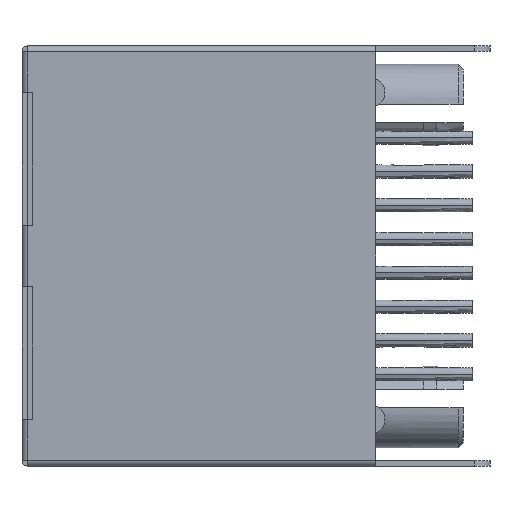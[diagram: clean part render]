
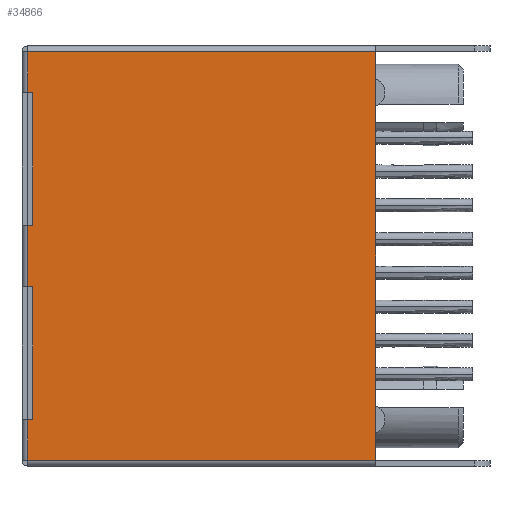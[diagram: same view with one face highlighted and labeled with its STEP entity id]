
A CAD part, left-side view. The second image highlights one B-rep face of the part: STEP entity #34866.
In plain terms, the highlighted planar face has unit normal (-1, 0, 0).
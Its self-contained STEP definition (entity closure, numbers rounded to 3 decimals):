
#87 = EDGE_CURVE ( 'NONE', #3334, #20520, #5589, .T. ) ;
#146 = CARTESIAN_POINT ( 'NONE',  ( -2.95, -6.155, 6.5 ) ) ;
#420 = CARTESIAN_POINT ( 'NONE',  ( -2.95, 7.685, 6.69 ) ) ;
#602 = CARTESIAN_POINT ( 'NONE',  ( -2.95, 6.145, 6.5 ) ) ;
#987 = CARTESIAN_POINT ( 'NONE',  ( -2.95, 7.685, -6.4 ) ) ;
#1205 = CARTESIAN_POINT ( 'NONE',  ( -2.95, 6.145, 6.5 ) ) ;
#1346 = VERTEX_POINT ( 'NONE', #30320 ) ;
#2195 = VERTEX_POINT ( 'NONE', #2646 ) ;
#2646 = CARTESIAN_POINT ( 'NONE',  ( -2.95, 1.145, 6.69 ) ) ;
#3334 = VERTEX_POINT ( 'NONE', #13333 ) ;
#4276 = LINE ( 'NONE', #21168, #19749 ) ;
#4737 = CARTESIAN_POINT ( 'NONE',  ( -2.95, -7.695, 6.69 ) ) ;
#5496 = ORIENTED_EDGE ( 'NONE', *, *, #8359, .F. ) ;
#5589 = LINE ( 'NONE', #26148, #35650 ) ;
#6097 = CARTESIAN_POINT ( 'NONE',  ( -2.95, -6.155, 6.5 ) ) ;
#6204 = LINE ( 'NONE', #34175, #20763 ) ;
#6437 = VERTEX_POINT ( 'NONE', #7802 ) ;
#7097 = LINE ( 'NONE', #11547, #13879 ) ;
#7532 = EDGE_CURVE ( 'NONE', #6437, #34031, #34473, .T. ) ;
#7625 = VECTOR ( 'NONE', #17792, 1000. ) ;
#7802 = CARTESIAN_POINT ( 'NONE',  ( -2.95, -6.155, 6.5 ) ) ;
#8359 = EDGE_CURVE ( 'NONE', #2195, #1346, #7097, .T. ) ;
#9125 = FACE_OUTER_BOUND ( 'NONE', #11044, .T. ) ;
#9876 = ORIENTED_EDGE ( 'NONE', *, *, #7532, .T. ) ;
#10016 = EDGE_CURVE ( 'NONE', #17454, #2195, #35643, .T. ) ;
#10054 = DIRECTION ( 'NONE',  ( 0., 1., 0. ) ) ;
#10342 = CARTESIAN_POINT ( 'NONE',  ( -2.95, 7.685, 6.69 ) ) ;
#10912 = LINE ( 'NONE', #602, #17765 ) ;
#11044 = EDGE_LOOP ( 'NONE', ( #27326, #5496, #23533, #22053, #34027, #27827, #33090, #13208, #26642, #36892, #36590, #9876 ) ) ;
#11379 = VERTEX_POINT ( 'NONE', #987 ) ;
#11547 = CARTESIAN_POINT ( 'NONE',  ( -2.95, 7.695, 6.69 ) ) ;
#11966 = DIRECTION ( 'NONE',  ( 0., 0., 1. ) ) ;
#12226 = EDGE_CURVE ( 'NONE', #16680, #11379, #27612, .T. ) ;
#13179 = LINE ( 'NONE', #146, #20950 ) ;
#13208 = ORIENTED_EDGE ( 'NONE', *, *, #29253, .T. ) ;
#13333 = CARTESIAN_POINT ( 'NONE',  ( -2.95, -6.155, 6.69 ) ) ;
#13879 = VECTOR ( 'NONE', #32059, 1000. ) ;
#14215 = VECTOR ( 'NONE', #11966, 1000. ) ;
#14285 = VECTOR ( 'NONE', #24347, 1000. ) ;
#14714 = CARTESIAN_POINT ( 'NONE',  ( -2.95, -1.155, 6.5 ) ) ;
#14750 = DIRECTION ( 'NONE',  ( 0., 1., 0. ) ) ;
#16651 = EDGE_CURVE ( 'NONE', #18411, #20520, #37557, .T. ) ;
#16680 = VERTEX_POINT ( 'NONE', #10342 ) ;
#17454 = VERTEX_POINT ( 'NONE', #33860 ) ;
#17533 = DIRECTION ( 'NONE',  ( 0., 0., 1. ) ) ;
#17576 = PLANE ( 'NONE',  #34238 ) ;
#17702 = DIRECTION ( 'NONE',  ( 0., 0., -1. ) ) ;
#17765 = VECTOR ( 'NONE', #17998, 1000. ) ;
#17792 = DIRECTION ( 'NONE',  ( 0., 0., 1. ) ) ;
#17998 = DIRECTION ( 'NONE',  ( 0., 0., 1. ) ) ;
#18140 = DIRECTION ( 'NONE',  ( 0., -1., 0. ) ) ;
#18333 = EDGE_CURVE ( 'NONE', #6437, #3334, #13179, .T. ) ;
#18411 = VERTEX_POINT ( 'NONE', #29450 ) ;
#19057 = LINE ( 'NONE', #33347, #33618 ) ;
#19420 = VERTEX_POINT ( 'NONE', #23631 ) ;
#19749 = VECTOR ( 'NONE', #18140, 1000. ) ;
#20520 = VERTEX_POINT ( 'NONE', #4737 ) ;
#20730 = DIRECTION ( 'NONE',  ( 0., 1., 0. ) ) ;
#20763 = VECTOR ( 'NONE', #37116, 1000. ) ;
#20950 = VECTOR ( 'NONE', #17533, 1000. ) ;
#21168 = CARTESIAN_POINT ( 'NONE',  ( -2.95, 7.695, 6.69 ) ) ;
#22053 = ORIENTED_EDGE ( 'NONE', *, *, #28146, .T. ) ;
#23179 = CARTESIAN_POINT ( 'NONE',  ( -2.95, -1.155, 6.5 ) ) ;
#23533 = ORIENTED_EDGE ( 'NONE', *, *, #10016, .F. ) ;
#23631 = CARTESIAN_POINT ( 'NONE',  ( -2.95, 6.145, 6.69 ) ) ;
#24347 = DIRECTION ( 'NONE',  ( 0., 0., 1. ) ) ;
#26148 = CARTESIAN_POINT ( 'NONE',  ( -2.95, 7.695, 6.69 ) ) ;
#26642 = ORIENTED_EDGE ( 'NONE', *, *, #16651, .T. ) ;
#26710 = VECTOR ( 'NONE', #20730, 1000. ) ;
#27326 = ORIENTED_EDGE ( 'NONE', *, *, #28715, .T. ) ;
#27612 = LINE ( 'NONE', #420, #34477 ) ;
#27827 = ORIENTED_EDGE ( 'NONE', *, *, #30676, .F. ) ;
#28146 = EDGE_CURVE ( 'NONE', #17454, #35786, #19057, .T. ) ;
#28715 = EDGE_CURVE ( 'NONE', #34031, #1346, #30826, .T. ) ;
#29221 = CARTESIAN_POINT ( 'NONE',  ( -2.95, 7.695, -6.4 ) ) ;
#29253 = EDGE_CURVE ( 'NONE', #11379, #18411, #6204, .T. ) ;
#29450 = CARTESIAN_POINT ( 'NONE',  ( -2.95, -7.695, -6.4 ) ) ;
#30320 = CARTESIAN_POINT ( 'NONE',  ( -2.95, -1.155, 6.69 ) ) ;
#30676 = EDGE_CURVE ( 'NONE', #16680, #19420, #4276, .T. ) ;
#30826 = LINE ( 'NONE', #14714, #7625 ) ;
#32059 = DIRECTION ( 'NONE',  ( 0., -1., 0. ) ) ;
#32196 = DIRECTION ( 'NONE',  ( 1., 0., 0. ) ) ;
#32353 = CARTESIAN_POINT ( 'NONE',  ( -2.95, 1.145, 6.5 ) ) ;
#33090 = ORIENTED_EDGE ( 'NONE', *, *, #12226, .T. ) ;
#33347 = CARTESIAN_POINT ( 'NONE',  ( -2.95, 1.145, 6.5 ) ) ;
#33618 = VECTOR ( 'NONE', #10054, 1000. ) ;
#33860 = CARTESIAN_POINT ( 'NONE',  ( -2.95, 1.145, 6.5 ) ) ;
#34027 = ORIENTED_EDGE ( 'NONE', *, *, #37414, .T. ) ;
#34031 = VERTEX_POINT ( 'NONE', #23179 ) ;
#34175 = CARTESIAN_POINT ( 'NONE',  ( -2.95, 7.695, -6.4 ) ) ;
#34238 = AXIS2_PLACEMENT_3D ( 'NONE', #29221, #32196, #14750 ) ;
#34473 = LINE ( 'NONE', #6097, #26710 ) ;
#34477 = VECTOR ( 'NONE', #17702, 1000. ) ;
#34866 = ADVANCED_FACE ( 'NONE', ( #9125 ), #17576, .F. ) ;
#35643 = LINE ( 'NONE', #32353, #14215 ) ;
#35650 = VECTOR ( 'NONE', #37766, 1000. ) ;
#35786 = VERTEX_POINT ( 'NONE', #1205 ) ;
#35942 = CARTESIAN_POINT ( 'NONE',  ( -2.95, -7.695, -6.4 ) ) ;
#36590 = ORIENTED_EDGE ( 'NONE', *, *, #18333, .F. ) ;
#36892 = ORIENTED_EDGE ( 'NONE', *, *, #87, .F. ) ;
#37116 = DIRECTION ( 'NONE',  ( 0., -1., 0. ) ) ;
#37414 = EDGE_CURVE ( 'NONE', #35786, #19420, #10912, .T. ) ;
#37557 = LINE ( 'NONE', #35942, #14285 ) ;
#37766 = DIRECTION ( 'NONE',  ( 0., -1., 0. ) ) ;
